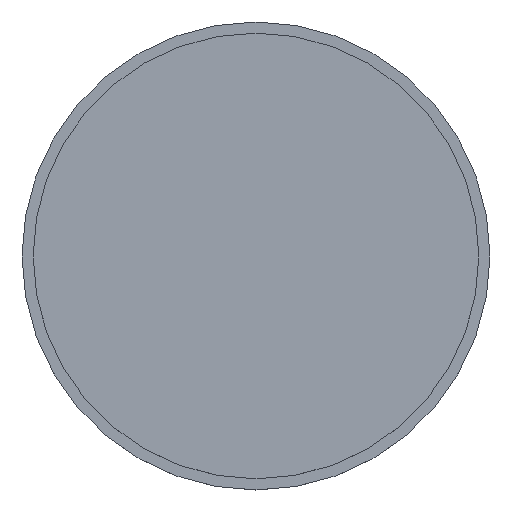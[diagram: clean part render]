
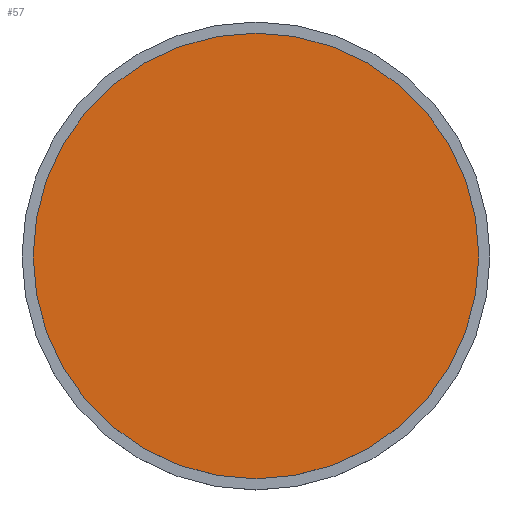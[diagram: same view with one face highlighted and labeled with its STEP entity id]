
A CAD part, top view. The second image highlights one B-rep face of the part: STEP entity #57.
In plain terms, the highlighted planar face has unit normal (0, 0, 1).
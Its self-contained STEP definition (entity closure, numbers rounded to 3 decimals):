
#14=PLANE('',#79);
#22=ORIENTED_EDGE('',*,*,#26,.T.);
#26=EDGE_CURVE('',#30,#30,#34,.T.);
#30=VERTEX_POINT('',#112);
#34=CIRCLE('',#78,50.);
#42=EDGE_LOOP('',(#22));
#50=FACE_BOUND('',#42,.T.);
#57=ADVANCED_FACE('',(#50),#14,.T.);
#78=AXIS2_PLACEMENT_3D('',#111,#96,#97);
#79=AXIS2_PLACEMENT_3D('',#113,#98,#99);
#96=DIRECTION('',(0.,0.,1.));
#97=DIRECTION('',(1.,0.,0.));
#98=DIRECTION('',(0.,0.,1.));
#99=DIRECTION('',(1.,0.,0.));
#111=CARTESIAN_POINT('',(75.,-120.,36.));
#112=CARTESIAN_POINT('',(125.,-120.,36.));
#113=CARTESIAN_POINT('',(75.,-120.,36.));
